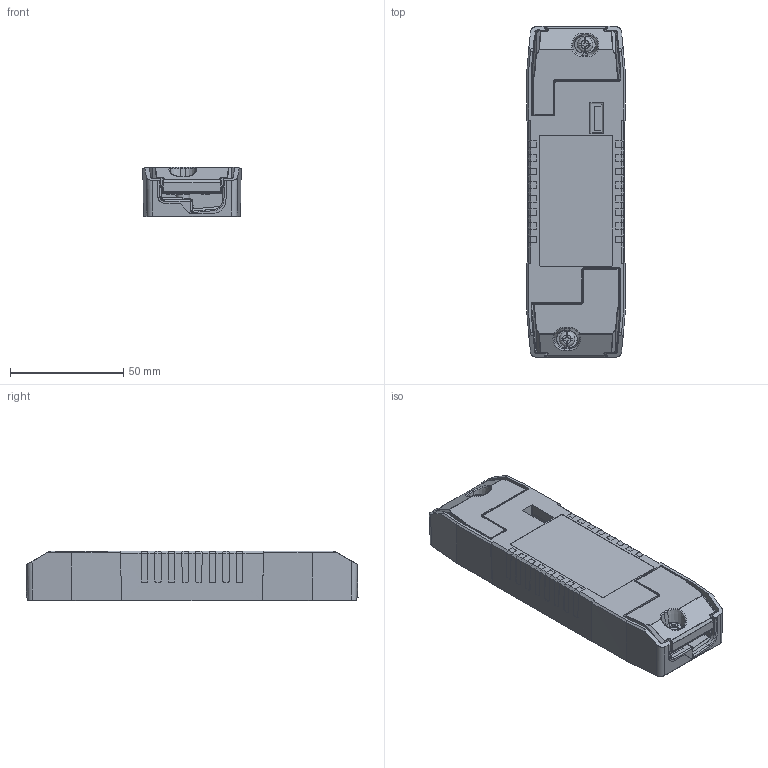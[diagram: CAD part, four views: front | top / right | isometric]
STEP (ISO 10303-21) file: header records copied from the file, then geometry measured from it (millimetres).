
FILE_DESCRIPTION(('Creo Elements/Direct Modeling STEP Export'),'2;1');
FILE_NAME('K33.5 with cord grip.stp','2020-02-13T 6:21:56',(''),(''),'PTC Creo Elements/Direct Modeling STEP processor for AP214 (Solid Model)','PTC Creo Elements/Direct Modeling 19.0E 27-Jun-2016 (C) Parametric Technology GmbH','');
FILE_SCHEMA(('AUTOMOTIVE_DESIGN { 1 0 10303 214 1 1 1 1 }'));
Length unit declared in the file: millimetre
Products named in the file (6): cord_grip2; cord_grip1; casing_top; screw1; casing_Bottom; K33_5_with_cord_grip
Assembly tree (6 placements, depth 2):
  K33_5_with_cord_grip
    screw1  x2
    casing_Bottom
    casing_top
    cord_grip1
    cord_grip2
Bounding box: 43.44 x 146.55 x 22.05 mm (x, y, z)
Volume: 43850.6 mm3; surface area: 63257.9 mm2
Topology: 6 solids, 6 shells, 2650 faces, 7100 edges, 4424 vertices
Faces by surface type: plane 1144, cylinder 898, bspline 367, extrusion 78, sphere 62, torus 51, cone 50
Entity records: 130526 total; most frequent: CARTESIAN_POINT 50215, ORIENTED_EDGE 13534, DIRECTION 10879, EDGE_CURVE 6759, VERTEX_POINT 4253, VECTOR 3971, LINE 3893, AXIS2_PLACEMENT_3D 3454
